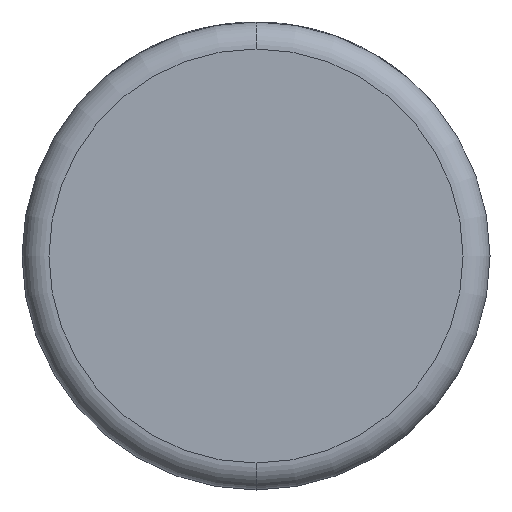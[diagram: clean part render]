
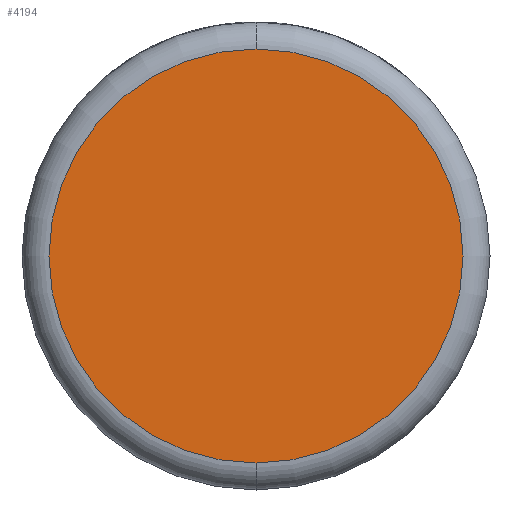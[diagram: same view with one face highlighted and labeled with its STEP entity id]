
A CAD part, front view. The second image highlights one B-rep face of the part: STEP entity #4194.
In plain terms, the highlighted planar face has unit normal (0, -1, 0).
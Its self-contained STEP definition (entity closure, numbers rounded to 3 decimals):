
#23 = PLANE ( 'NONE',  #2193 ) ;
#40 = CARTESIAN_POINT ( 'NONE',  ( 0., 0., 0. ) ) ;
#80 = CARTESIAN_POINT ( 'NONE',  ( 0., 0., 0. ) ) ;
#215 = ORIENTED_EDGE ( 'NONE', *, *, #3552, .T. ) ;
#426 = DIRECTION ( 'NONE',  ( 0., 0., 1. ) ) ;
#1070 = DIRECTION ( 'NONE',  ( 0., -1., 0. ) ) ;
#1162 = EDGE_LOOP ( 'NONE', ( #4708, #215 ) ) ;
#1316 = DIRECTION ( 'NONE',  ( 0., 0., 1. ) ) ;
#1461 = AXIS2_PLACEMENT_3D ( 'NONE', #40, #2258, #1316 ) ;
#1756 = VERTEX_POINT ( 'NONE', #4247 ) ;
#2193 = AXIS2_PLACEMENT_3D ( 'NONE', #80, #4061, #426 ) ;
#2207 = DIRECTION ( 'NONE',  ( 0., 0., 1. ) ) ;
#2252 = FACE_OUTER_BOUND ( 'NONE', #1162, .T. ) ;
#2258 = DIRECTION ( 'NONE',  ( 0., -1., 0. ) ) ;
#2851 = CARTESIAN_POINT ( 'NONE',  ( 0., 0., 10.175 ) ) ;
#3085 = EDGE_CURVE ( 'NONE', #4667, #1756, #4173, .T. ) ;
#3552 = EDGE_CURVE ( 'NONE', #1756, #4667, #4304, .T. ) ;
#4001 = CARTESIAN_POINT ( 'NONE',  ( 0., 0., 0. ) ) ;
#4018 = AXIS2_PLACEMENT_3D ( 'NONE', #4001, #1070, #2207 ) ;
#4061 = DIRECTION ( 'NONE',  ( 0., 1., 0. ) ) ;
#4173 = CIRCLE ( 'NONE', #1461, 10.175 ) ;
#4194 = ADVANCED_FACE ( 'NONE', ( #2252 ), #23, .F. ) ;
#4247 = CARTESIAN_POINT ( 'NONE',  ( 0., 0., -10.175 ) ) ;
#4304 = CIRCLE ( 'NONE', #4018, 10.175 ) ;
#4667 = VERTEX_POINT ( 'NONE', #2851 ) ;
#4708 = ORIENTED_EDGE ( 'NONE', *, *, #3085, .T. ) ;
